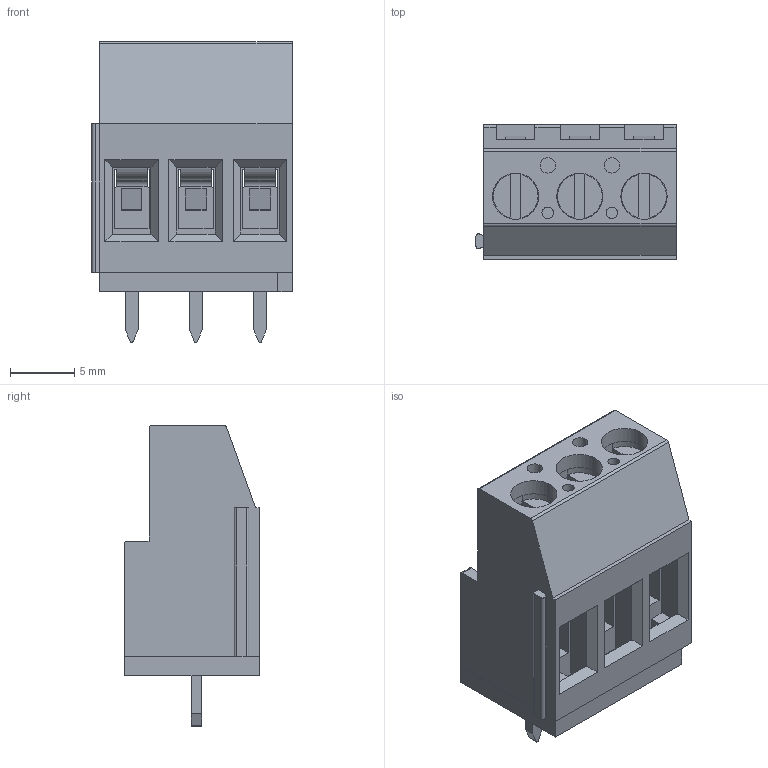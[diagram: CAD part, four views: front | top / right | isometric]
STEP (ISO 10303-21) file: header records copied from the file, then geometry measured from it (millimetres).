
FILE_DESCRIPTION(('STEP AP214'), '1');
FILE_NAME('DG129', '2019-12-15T01:19:23', ('AF'), (''), 'UNSPECIFIED', 'UNSPECIFIED', '');
FILE_SCHEMA(('AUTOMOTIVE_DESIGN { 1 0 10303 214 3 1 1}'));
Length unit declared in the file: millimetre
Assembly tree (9 placements, depth 2):
  (unnamed)
    (unnamed)  x3
    (unnamed)  x3
    (unnamed)  x3
Bounding box: 15.6 x 10.5 x 23.45 mm (x, y, z)
Volume: 1795.4 mm3; surface area: 4355.4 mm2
Topology: 11 solids, 11 shells, 460 faces, 1134 edges, 713 vertices
Faces by surface type: plane 374, cylinder 77, cone 6, torus 3
Full cylindrical faces by diameter (mm): 0.8 x4, 0.9 x2, 1.2 x6, 2.2 x3, 2.5 x3, 3 x3, 3.6 x3
Entity records: 11557 total; most frequent: CARTESIAN_POINT 1561, ORIENTED_EDGE 1476, DIRECTION 1454, EDGE_CURVE 738, LINE 632, VECTOR 632, VERTEX_POINT 486, AXIS2_PLACEMENT_3D 411
